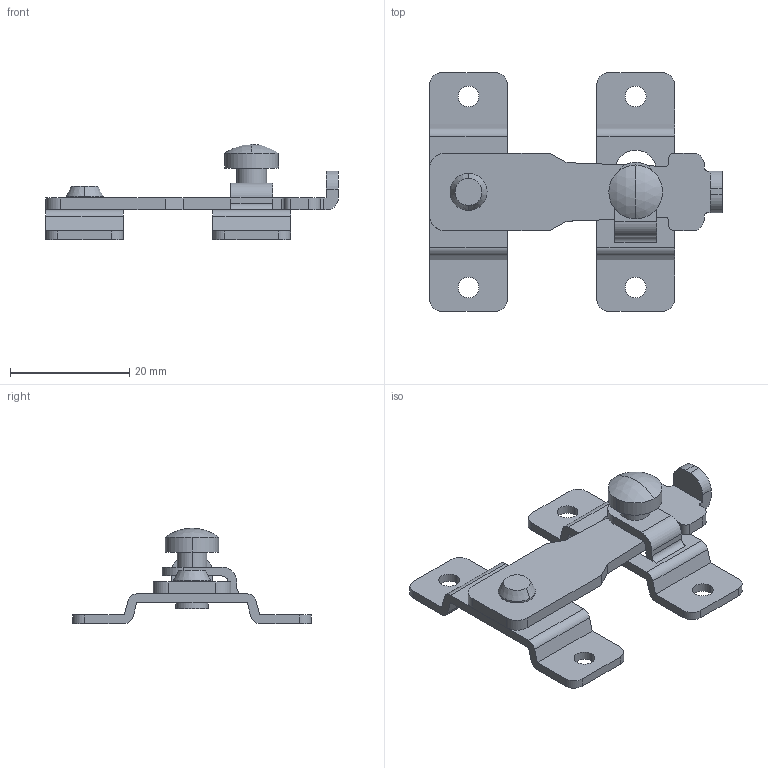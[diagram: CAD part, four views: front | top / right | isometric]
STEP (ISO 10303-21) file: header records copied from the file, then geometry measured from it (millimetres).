
FILE_DESCRIPTION (( 'STEP AP203' ), '1' );
FILE_NAME ('C-1249-5.STEP', '2012-03-08T02:01:47', ( '' ), ( '' ), 'SwSTEP 2.0', 'SolidWorks 2011', '' );
FILE_SCHEMA (( 'CONFIG_CONTROL_DESIGN' ));
Length unit declared in the file: millimetre
Products named in the file (6): C-1249-5; C-1249-5受けつまみ_; C-1249-5受け_; C-1249-5シャフト_; C-1249-5フック_; C-1249-5本体_
Assembly tree (5 placements, depth 2):
  C-1249-5
    C-1249-5本体_
    C-1249-5受けつまみ_
    C-1249-5受け_
    C-1249-5シャフト_
    C-1249-5フック_
Bounding box: 49 x 40 x 16 mm (x, y, z)
Volume: 3169.5 mm3; surface area: 4571 mm2
Topology: 5 solids, 5 shells, 126 faces, 336 edges, 223 vertices
Faces by surface type: plane 62, cylinder 60, sphere 2, cone 2
Entity records: 4628 total; most frequent: DIRECTION 732, CARTESIAN_POINT 693, ORIENTED_EDGE 672, EDGE_CURVE 336, AXIS2_PLACEMENT_3D 262, VERTEX_POINT 223, LINE 208, VECTOR 208
